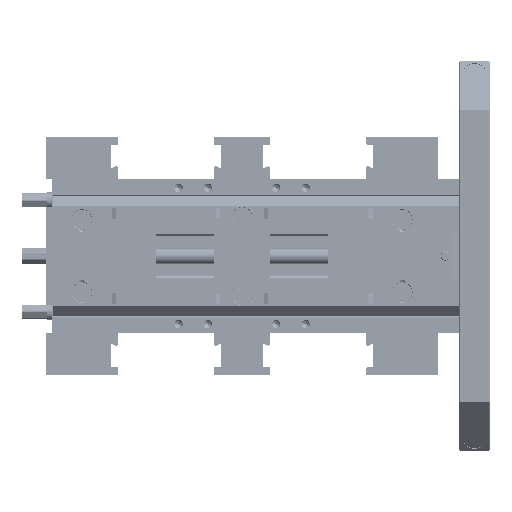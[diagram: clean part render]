
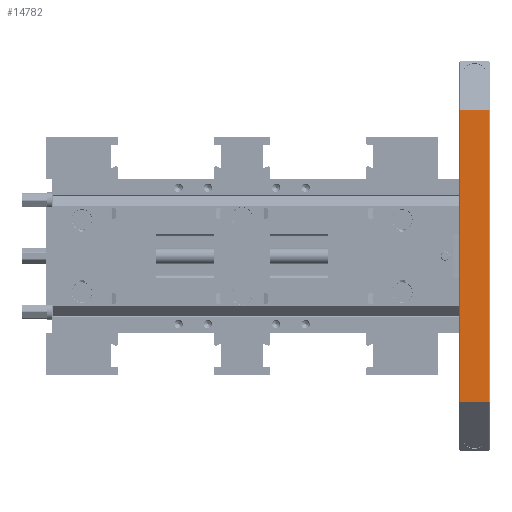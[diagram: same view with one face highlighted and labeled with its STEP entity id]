
A CAD part, left-side view. The second image highlights one B-rep face of the part: STEP entity #14782.
In plain terms, the highlighted planar face has unit normal (-1, 0, 0).
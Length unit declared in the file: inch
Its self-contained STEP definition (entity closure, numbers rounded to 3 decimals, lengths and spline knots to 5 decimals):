
#10720 = PLANE ( 'NONE',  #76568 ) ;
#14782 = ADVANCED_FACE ( 'NONE', ( #39907 ), #10720, .F. ) ;
#18424 = LINE ( 'NONE', #167390, #38737 ) ;
#21526 = DIRECTION ( 'NONE',  ( 1., 0., 0. ) ) ;
#23515 = CARTESIAN_POINT ( 'NONE',  ( -7.874, -0.06, -5.904 ) ) ;
#25012 = VERTEX_POINT ( 'NONE', #53252 ) ;
#32999 = VECTOR ( 'NONE', #94164, 39.37008 ) ;
#38737 = VECTOR ( 'NONE', #77779, 39.37008 ) ;
#39907 = FACE_OUTER_BOUND ( 'NONE', #41770, .T. ) ;
#41770 = EDGE_LOOP ( 'NONE', ( #166364, #191966, #67725, #71377 ) ) ;
#44577 = LINE ( 'NONE', #85485, #47189 ) ;
#47189 = VECTOR ( 'NONE', #70903, 39.37008 ) ;
#49764 = VECTOR ( 'NONE', #98386, 39.37008 ) ;
#53252 = CARTESIAN_POINT ( 'NONE',  ( -7.874, -1.19, -5.904 ) ) ;
#53557 = DIRECTION ( 'NONE',  ( 0., 0., -1. ) ) ;
#64697 = CARTESIAN_POINT ( 'NONE',  ( -7.874, -0.06, -5.904 ) ) ;
#67695 = CARTESIAN_POINT ( 'NONE',  ( -7.874, -1.19, 5.904 ) ) ;
#67725 = ORIENTED_EDGE ( 'NONE', *, *, #94827, .T. ) ;
#68248 = LINE ( 'NONE', #23515, #49764 ) ;
#70068 = CARTESIAN_POINT ( 'NONE',  ( -7.874, 0., -7.874 ) ) ;
#70903 = DIRECTION ( 'NONE',  ( 0., 0., 1. ) ) ;
#71377 = ORIENTED_EDGE ( 'NONE', *, *, #101562, .T. ) ;
#76568 = AXIS2_PLACEMENT_3D ( 'NONE', #70068, #21526, #53557 ) ;
#77779 = DIRECTION ( 'NONE',  ( 0., -1., 0. ) ) ;
#85485 = CARTESIAN_POINT ( 'NONE',  ( -7.874, -1.19, -7.874 ) ) ;
#94164 = DIRECTION ( 'NONE',  ( 0., 1., 0. ) ) ;
#94827 = EDGE_CURVE ( 'NONE', #124649, #134818, #137062, .T. ) ;
#98386 = DIRECTION ( 'NONE',  ( 0., 0., -1. ) ) ;
#101562 = EDGE_CURVE ( 'NONE', #134818, #116731, #68248, .T. ) ;
#116731 = VERTEX_POINT ( 'NONE', #64697 ) ;
#124649 = VERTEX_POINT ( 'NONE', #67695 ) ;
#124865 = CARTESIAN_POINT ( 'NONE',  ( -7.874, -0.06, 5.904 ) ) ;
#133711 = EDGE_CURVE ( 'NONE', #25012, #124649, #44577, .T. ) ;
#134818 = VERTEX_POINT ( 'NONE', #124865 ) ;
#137062 = LINE ( 'NONE', #153613, #32999 ) ;
#153613 = CARTESIAN_POINT ( 'NONE',  ( -7.874, 0., 5.904 ) ) ;
#166364 = ORIENTED_EDGE ( 'NONE', *, *, #190873, .T. ) ;
#167390 = CARTESIAN_POINT ( 'NONE',  ( -7.874, 0., -5.904 ) ) ;
#190873 = EDGE_CURVE ( 'NONE', #116731, #25012, #18424, .T. ) ;
#191966 = ORIENTED_EDGE ( 'NONE', *, *, #133711, .T. ) ;
